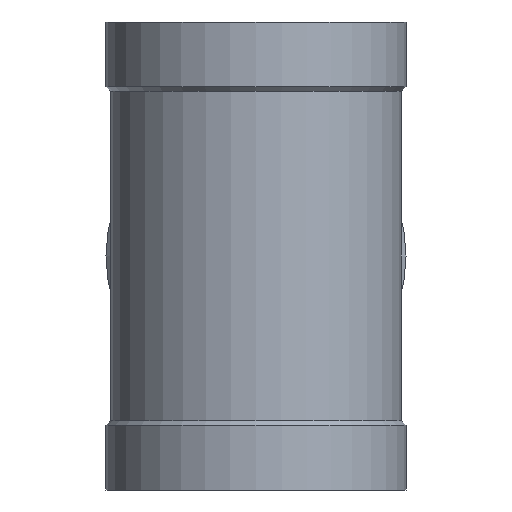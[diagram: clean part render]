
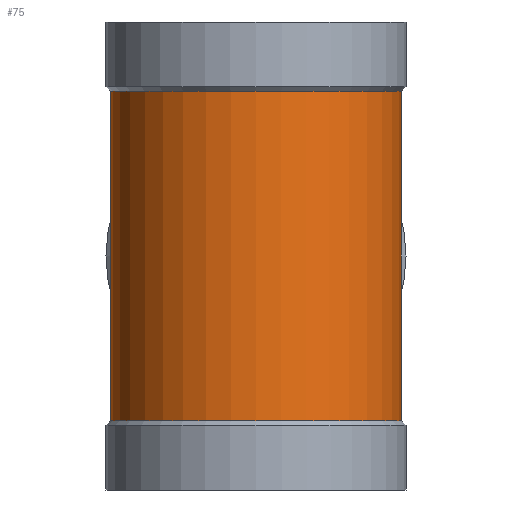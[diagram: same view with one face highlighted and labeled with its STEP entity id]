
A CAD part, left-side view. The second image highlights one B-rep face of the part: STEP entity #75.
In plain terms, the highlighted cylindrical face has radius 90 mm (diameter 180 mm), a full revolution.
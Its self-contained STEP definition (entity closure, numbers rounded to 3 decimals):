
#75 = ADVANCED_FACE( '', ( #163, #164, #165 ), #166, .T. );
#163 = FACE_OUTER_BOUND( '', #248, .T. );
#164 = FACE_BOUND( '', #249, .T. );
#165 = FACE_OUTER_BOUND( '', #250, .T. );
#166 = CYLINDRICAL_SURFACE( '', #251, 90. );
#248 = EDGE_LOOP( '', ( #362 ) );
#249 = EDGE_LOOP( '', ( #363, #364 ) );
#250 = EDGE_LOOP( '', ( #365 ) );
#251 = AXIS2_PLACEMENT_3D( '', #366, #367, #368 );
#362 = ORIENTED_EDGE( '', *, *, #418, .T. );
#363 = ORIENTED_EDGE( '', *, *, #415, .F. );
#364 = ORIENTED_EDGE( '', *, *, #416, .F. );
#365 = ORIENTED_EDGE( '', *, *, #407, .F. );
#366 = CARTESIAN_POINT( '', ( 0., 0., -145. ) );
#367 = DIRECTION( '', ( 0., 0., 1. ) );
#368 = DIRECTION( '', ( -1., 0., 0. ) );
#407 = EDGE_CURVE( '', #464, #464, #465, .T. );
#415 = EDGE_CURVE( '', #475, #476, #477, .T. );
#416 = EDGE_CURVE( '', #476, #475, #478, .F. );
#418 = EDGE_CURVE( '', #480, #480, #481, .T. );
#464 = VERTEX_POINT( '', #527 );
#465 = CIRCLE( '', #528, 90. );
#475 = VERTEX_POINT( '', #538 );
#476 = VERTEX_POINT( '', #539 );
#477 = ELLIPSE( '', #540, 127.279, 90. );
#478 = ELLIPSE( '', #541, 127.279, 90. );
#480 = VERTEX_POINT( '', #543 );
#481 = CIRCLE( '', #544, 90. );
#527 = CARTESIAN_POINT( '', ( -90., 0., -102. ) );
#528 = AXIS2_PLACEMENT_3D( '', #596, #597, #598 );
#538 = CARTESIAN_POINT( '', ( 0., 90., 0. ) );
#539 = CARTESIAN_POINT( '', ( 0., -90., 0. ) );
#540 = AXIS2_PLACEMENT_3D( '', #605, #606, #607 );
#541 = AXIS2_PLACEMENT_3D( '', #608, #609, #610 );
#543 = CARTESIAN_POINT( '', ( -90., 0., 102. ) );
#544 = AXIS2_PLACEMENT_3D( '', #611, #612, #613 );
#596 = CARTESIAN_POINT( '', ( 0., 0., -102. ) );
#597 = DIRECTION( '', ( 0., 0., -1. ) );
#598 = DIRECTION( '', ( -1., 0., 0. ) );
#605 = CARTESIAN_POINT( '', ( 0., 0., 0. ) );
#606 = DIRECTION( '', ( 0.707, 0., -0.707 ) );
#607 = DIRECTION( '', ( -0.707, 0., -0.707 ) );
#608 = CARTESIAN_POINT( '', ( 0., 0., 0. ) );
#609 = DIRECTION( '', ( -0.707, 0., -0.707 ) );
#610 = DIRECTION( '', ( 0.707, 0., -0.707 ) );
#611 = CARTESIAN_POINT( '', ( 0., 0., 102. ) );
#612 = DIRECTION( '', ( 0., 0., -1. ) );
#613 = DIRECTION( '', ( -1., 0., 0. ) );
